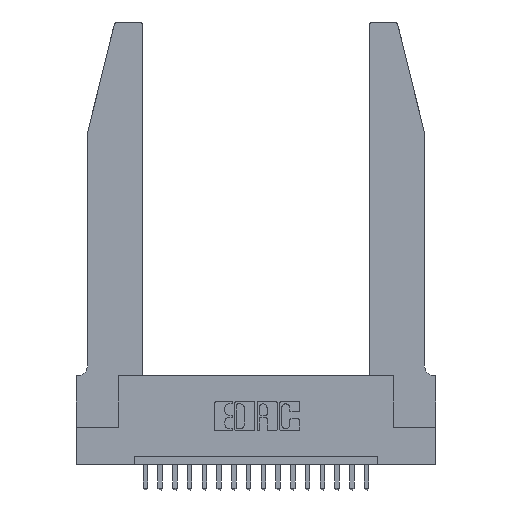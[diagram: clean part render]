
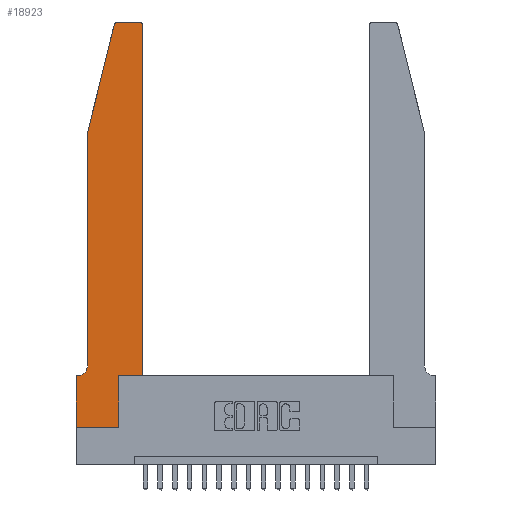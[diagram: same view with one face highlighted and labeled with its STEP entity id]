
A CAD part, top view. The second image highlights one B-rep face of the part: STEP entity #18923.
In plain terms, the highlighted planar face has unit normal (0, 0, 1).
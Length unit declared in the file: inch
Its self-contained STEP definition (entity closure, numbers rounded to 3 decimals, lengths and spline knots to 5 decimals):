
#157 = CARTESIAN_POINT ( 'NONE',  ( 0.0755, 2., 0.37 ) ) ;
#388 = ORIENTED_EDGE ( 'NONE', *, *, #5697, .T. ) ;
#552 = LINE ( 'NONE', #157, #15826 ) ;
#1348 = VECTOR ( 'NONE', #5835, 39.37008 ) ;
#1377 = VECTOR ( 'NONE', #8885, 39.37008 ) ;
#1506 = EDGE_CURVE ( 'NONE', #16654, #4548, #12489, .T. ) ;
#1956 = ORIENTED_EDGE ( 'NONE', *, *, #2714, .T. ) ;
#2207 = VERTEX_POINT ( 'NONE', #4895 ) ;
#2484 = EDGE_CURVE ( 'NONE', #9709, #15358, #15186, .T. ) ;
#2497 = CARTESIAN_POINT ( 'NONE',  ( 0., 0.35, 0.37 ) ) ;
#2714 = EDGE_CURVE ( 'NONE', #17239, #10138, #8990, .T. ) ;
#2759 = VERTEX_POINT ( 'NONE', #15482 ) ;
#2938 = VECTOR ( 'NONE', #10257, 39.37008 ) ;
#3044 = ORIENTED_EDGE ( 'NONE', *, *, #10526, .T. ) ;
#3080 = VECTOR ( 'NONE', #16643, 39.37008 ) ;
#3212 = CARTESIAN_POINT ( 'NONE',  ( 0.2865, 0.35, 0.37 ) ) ;
#3528 = CARTESIAN_POINT ( 'NONE',  ( 0.2865, 0.35, 0.37 ) ) ;
#3722 = DIRECTION ( 'NONE',  ( -0.239, -0.971, 0. ) ) ;
#3906 = PLANE ( 'NONE',  #16393 ) ;
#4548 = VERTEX_POINT ( 'NONE', #3212 ) ;
#4852 = CARTESIAN_POINT ( 'NONE',  ( 0.4505, 2.72, 0.37 ) ) ;
#4895 = CARTESIAN_POINT ( 'NONE',  ( 0.4505, 0.35, 0.37 ) ) ;
#5058 = AXIS2_PLACEMENT_3D ( 'NONE', #9041, #6106, #20190 ) ;
#5070 = CARTESIAN_POINT ( 'NONE',  ( 0.4205, 2.72, 0.37 ) ) ;
#5289 = CARTESIAN_POINT ( 'NONE',  ( 0., 0.35, 0.37 ) ) ;
#5697 = EDGE_CURVE ( 'NONE', #5780, #2759, #552, .T. ) ;
#5780 = VERTEX_POINT ( 'NONE', #10311 ) ;
#5835 = DIRECTION ( 'NONE',  ( -1., 0., 0. ) ) ;
#6106 = DIRECTION ( 'NONE',  ( 0., 0., -1. ) ) ;
#6519 = DIRECTION ( 'NONE',  ( 0., -1., 0. ) ) ;
#6760 = ORIENTED_EDGE ( 'NONE', *, *, #11287, .T. ) ;
#7124 = CIRCLE ( 'NONE', #5058, 0.07 ) ;
#7178 = ORIENTED_EDGE ( 'NONE', *, *, #19711, .T. ) ;
#7418 = AXIS2_PLACEMENT_3D ( 'NONE', #16926, #15333, #10491 ) ;
#7538 = CARTESIAN_POINT ( 'NONE',  ( 0.2605, 2.75, 0.37 ) ) ;
#7880 = CARTESIAN_POINT ( 'NONE',  ( 0., 0., 0.37 ) ) ;
#8669 = CARTESIAN_POINT ( 'NONE',  ( 0., 0., 0.37 ) ) ;
#8682 = EDGE_CURVE ( 'NONE', #15358, #5780, #9719, .T. ) ;
#8885 = DIRECTION ( 'NONE',  ( 1., 0., 0. ) ) ;
#8990 = LINE ( 'NONE', #8669, #3080 ) ;
#9041 = CARTESIAN_POINT ( 'NONE',  ( 0.0055, 0.42, 0.37 ) ) ;
#9104 = DIRECTION ( 'NONE',  ( -1., 0., 0. ) ) ;
#9338 = DIRECTION ( 'NONE',  ( 1., 0., 0. ) ) ;
#9359 = ORIENTED_EDGE ( 'NONE', *, *, #14939, .T. ) ;
#9396 = LINE ( 'NONE', #10974, #18270 ) ;
#9709 = VERTEX_POINT ( 'NONE', #18838 ) ;
#9719 = LINE ( 'NONE', #11625, #19077 ) ;
#9736 = LINE ( 'NONE', #15530, #1348 ) ;
#10138 = VERTEX_POINT ( 'NONE', #7880 ) ;
#10173 = ORIENTED_EDGE ( 'NONE', *, *, #2484, .T. ) ;
#10196 = CARTESIAN_POINT ( 'NONE',  ( 0.25487, 2.72718, 0.37 ) ) ;
#10257 = DIRECTION ( 'NONE',  ( 1., 0., 0. ) ) ;
#10311 = CARTESIAN_POINT ( 'NONE',  ( 0.0755, 2., 0.37 ) ) ;
#10491 = DIRECTION ( 'NONE',  ( 1., 0., 0. ) ) ;
#10526 = EDGE_CURVE ( 'NONE', #2207, #11103, #9396, .T. ) ;
#10911 = DIRECTION ( 'NONE',  ( 0., 1., 0. ) ) ;
#10974 = CARTESIAN_POINT ( 'NONE',  ( 0.4505, 0.35, 0.37 ) ) ;
#11103 = VERTEX_POINT ( 'NONE', #4852 ) ;
#11172 = DIRECTION ( 'NONE',  ( 1., 0., 0. ) ) ;
#11287 = EDGE_CURVE ( 'NONE', #4548, #2207, #19218, .T. ) ;
#11372 = DIRECTION ( 'NONE',  ( 0., 0., 1. ) ) ;
#11625 = CARTESIAN_POINT ( 'NONE',  ( 0.0755, 2., 0.37 ) ) ;
#11715 = CARTESIAN_POINT ( 'NONE',  ( 0.4505, 0.35, 0.37 ) ) ;
#11729 = LINE ( 'NONE', #15152, #1377 ) ;
#12489 = LINE ( 'NONE', #3528, #19642 ) ;
#13492 = VERTEX_POINT ( 'NONE', #19583 ) ;
#13682 = CARTESIAN_POINT ( 'NONE',  ( 0.2865, 0., 0.37 ) ) ;
#13739 = CIRCLE ( 'NONE', #19555, 0.03 ) ;
#14077 = ORIENTED_EDGE ( 'NONE', *, *, #14335, .T. ) ;
#14335 = EDGE_CURVE ( 'NONE', #10138, #16654, #11729, .T. ) ;
#14484 = VECTOR ( 'NONE', #9104, 39.37008 ) ;
#14520 = ORIENTED_EDGE ( 'NONE', *, *, #1506, .T. ) ;
#14714 = ORIENTED_EDGE ( 'NONE', *, *, #20144, .T. ) ;
#14939 = EDGE_CURVE ( 'NONE', #13492, #17239, #9736, .T. ) ;
#15114 = DIRECTION ( 'NONE',  ( 0., 0., 1. ) ) ;
#15152 = CARTESIAN_POINT ( 'NONE',  ( 0., 0., 0.37 ) ) ;
#15186 = CIRCLE ( 'NONE', #7418, 0.03 ) ;
#15333 = DIRECTION ( 'NONE',  ( 0., 0., 1. ) ) ;
#15358 = VERTEX_POINT ( 'NONE', #10196 ) ;
#15482 = CARTESIAN_POINT ( 'NONE',  ( 0.0755, 0.42, 0.37 ) ) ;
#15530 = CARTESIAN_POINT ( 'NONE',  ( 0.0755, 0.35, 0.37 ) ) ;
#15826 = VECTOR ( 'NONE', #6519, 39.37008 ) ;
#16240 = FACE_OUTER_BOUND ( 'NONE', #18514, .T. ) ;
#16393 = AXIS2_PLACEMENT_3D ( 'NONE', #2497, #15114, #9338 ) ;
#16551 = CARTESIAN_POINT ( 'NONE',  ( 0.4205, 2.75, 0.37 ) ) ;
#16643 = DIRECTION ( 'NONE',  ( 0., -1., 0. ) ) ;
#16654 = VERTEX_POINT ( 'NONE', #13682 ) ;
#16926 = CARTESIAN_POINT ( 'NONE',  ( 0.284, 2.72, 0.37 ) ) ;
#17239 = VERTEX_POINT ( 'NONE', #5289 ) ;
#18245 = ORIENTED_EDGE ( 'NONE', *, *, #20082, .T. ) ;
#18270 = VECTOR ( 'NONE', #10911, 39.37008 ) ;
#18385 = LINE ( 'NONE', #7538, #14484 ) ;
#18514 = EDGE_LOOP ( 'NONE', ( #14714, #10173, #19765, #388, #18245, #9359, #1956, #14077, #14520, #6760, #3044, #7178 ) ) ;
#18787 = VERTEX_POINT ( 'NONE', #16551 ) ;
#18838 = CARTESIAN_POINT ( 'NONE',  ( 0.284, 2.75, 0.37 ) ) ;
#18923 = ADVANCED_FACE ( 'NONE', ( #16240 ), #3906, .T. ) ;
#19077 = VECTOR ( 'NONE', #3722, 39.37008 ) ;
#19218 = LINE ( 'NONE', #11715, #2938 ) ;
#19283 = DIRECTION ( 'NONE',  ( 0., 1., 0. ) ) ;
#19555 = AXIS2_PLACEMENT_3D ( 'NONE', #5070, #11372, #11172 ) ;
#19583 = CARTESIAN_POINT ( 'NONE',  ( 0.0055, 0.35, 0.37 ) ) ;
#19642 = VECTOR ( 'NONE', #19283, 39.37008 ) ;
#19711 = EDGE_CURVE ( 'NONE', #11103, #18787, #13739, .T. ) ;
#19765 = ORIENTED_EDGE ( 'NONE', *, *, #8682, .T. ) ;
#20082 = EDGE_CURVE ( 'NONE', #2759, #13492, #7124, .T. ) ;
#20144 = EDGE_CURVE ( 'NONE', #18787, #9709, #18385, .T. ) ;
#20190 = DIRECTION ( 'NONE',  ( -1., 0., 0. ) ) ;
